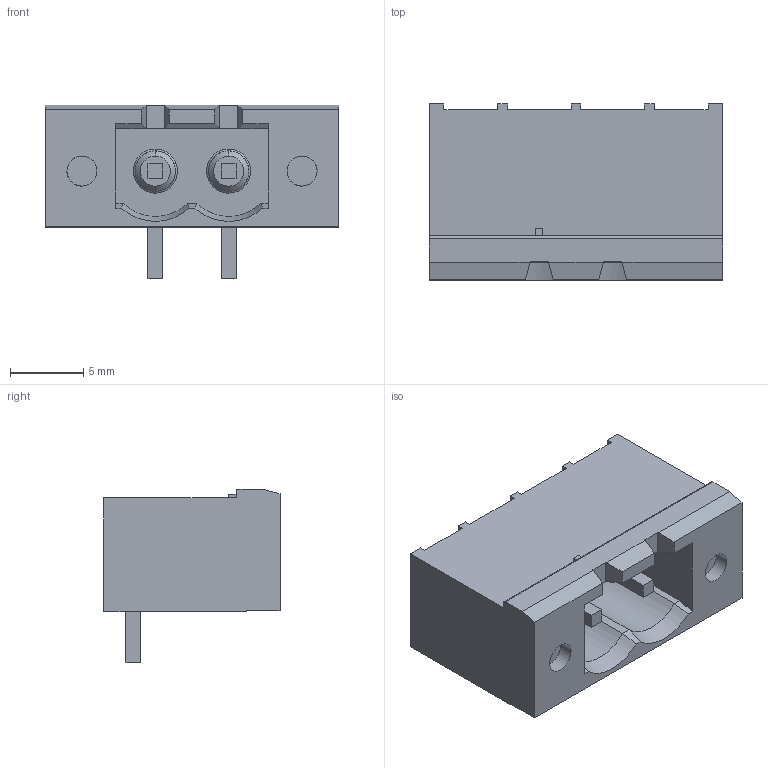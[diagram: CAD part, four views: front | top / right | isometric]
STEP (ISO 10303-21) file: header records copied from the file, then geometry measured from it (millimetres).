
FILE_DESCRIPTION(/* description */ (''),/* implementation_level */ '2;1');
FILE_NAME(/* name */ 'STECA5B',/* time_stamp */ '2021-12-23T18:08:49-05:00',/* author */ (''),/* organization */ (''),/* preprocessor_version */ 'ST-DEVELOPER v16.5',/* originating_system */ '',/* authorisation */ '');
FILE_SCHEMA (('AUTOMOTIVE_DESIGN_CC2'));
Length unit declared in the file: millimetre
Products named in the file (1): Document
Bounding box: 20 x 12 x 11.85 mm (x, y, z)
Volume: 1314.4 mm3; surface area: 1495.4 mm2
Topology: 5 solids, 5 shells, 150 faces, 386 edges, 256 vertices
Faces by surface type: plane 119, cylinder 21, bspline 10
Entity records: 4462 total; most frequent: CARTESIAN_POINT 1750, ORIENTED_EDGE 772, EDGE_CURVE 386, B_SPLINE_CURVE_WITH_KNOTS 330, VERTEX_POINT 256, EDGE_LOOP 160, ADVANCED_FACE 150, FACE_OUTER_BOUND 150
